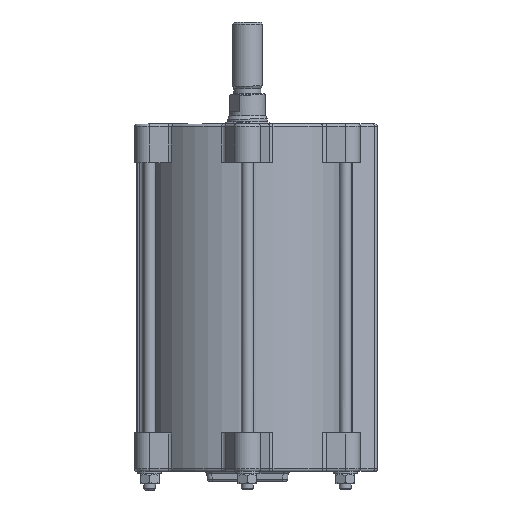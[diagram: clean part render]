
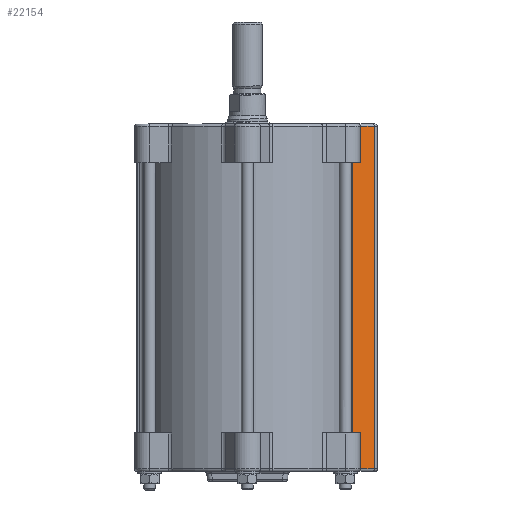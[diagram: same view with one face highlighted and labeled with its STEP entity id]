
A CAD part, front view. The second image highlights one B-rep face of the part: STEP entity #22154.
In plain terms, the highlighted planar face has unit normal (0.342, -0.94, 0).
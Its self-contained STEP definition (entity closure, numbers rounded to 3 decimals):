
#1360=LINE('',#39841,#1992);
#1394=LINE('',#40149,#2026);
#1451=LINE('',#40488,#2083);
#1547=LINE('',#43157,#2179);
#1992=VECTOR('',#28280,10.);
#2026=VECTOR('',#28684,10.);
#2083=VECTOR('',#29061,10.);
#2179=VECTOR('',#30235,10.);
#2733=PLANE('',#24776);
#4710=FACE_OUTER_BOUND('',#6448,.T.);
#6448=EDGE_LOOP('',(#17357,#17358,#17359,#17360));
#9526=VERTEX_POINT('',#39835);
#9527=VERTEX_POINT('',#39839);
#9604=VERTEX_POINT('',#40147);
#9707=VERTEX_POINT('',#40482);
#11818=EDGE_CURVE('',#9527,#9526,#1360,.T.);
#11954=EDGE_CURVE('',#9604,#9527,#1394,.T.);
#12115=EDGE_CURVE('',#9707,#9604,#1451,.T.);
#12610=EDGE_CURVE('',#9526,#9707,#1547,.T.);
#17357=ORIENTED_EDGE('',*,*,#11954,.F.);
#17358=ORIENTED_EDGE('',*,*,#12115,.F.);
#17359=ORIENTED_EDGE('',*,*,#12610,.F.);
#17360=ORIENTED_EDGE('',*,*,#11818,.F.);
#22154=ADVANCED_FACE('',(#4710),#2733,.T.);
#24776=AXIS2_PLACEMENT_3D('',#43156,#30233,#30234);
#28280=DIRECTION('',(0.94,0.342,0.));
#28684=DIRECTION('',(0.,0.,1.));
#29061=DIRECTION('',(-0.94,-0.342,0.));
#30233=DIRECTION('center_axis',(0.342,-0.94,0.));
#30234=DIRECTION('ref_axis',(-0.94,-0.342,0.));
#30235=DIRECTION('',(0.,0.,-1.));
#39835=CARTESIAN_POINT('',(101.258,108.735,372.136));
#39839=CARTESIAN_POINT('',(79.792,100.921,372.136));
#39841=CARTESIAN_POINT('',(33.08,83.92,372.136));
#40147=CARTESIAN_POINT('',(79.792,100.921,29.636));
#40149=CARTESIAN_POINT('',(79.792,100.921,374.636));
#40482=CARTESIAN_POINT('',(101.258,108.735,29.636));
#40488=CARTESIAN_POINT('',(49.08,89.743,29.636));
#43156=CARTESIAN_POINT('Origin',(104.548,109.932,65.636));
#43157=CARTESIAN_POINT('',(101.258,108.735,65.636));
